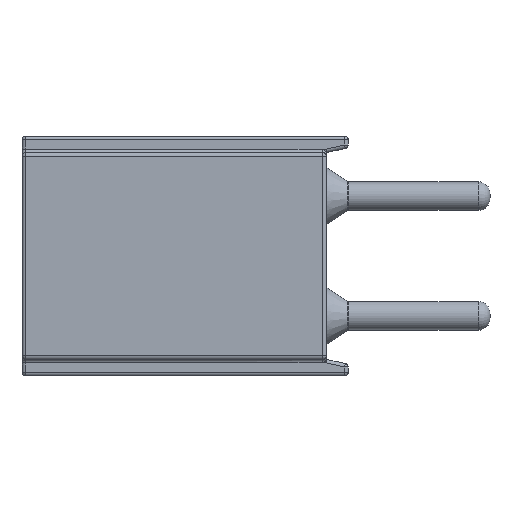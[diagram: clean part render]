
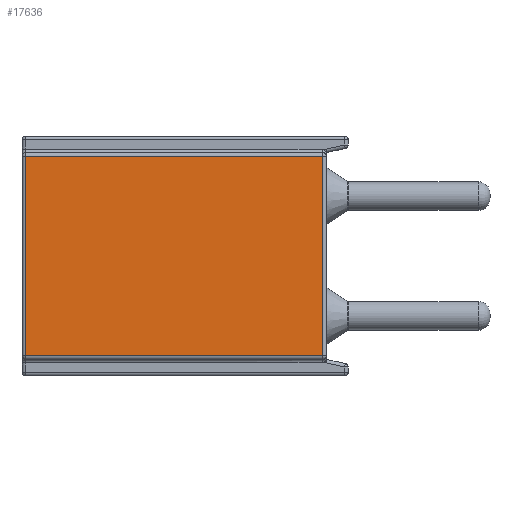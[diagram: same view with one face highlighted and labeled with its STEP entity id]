
A CAD part, left-side view. The second image highlights one B-rep face of the part: STEP entity #17636.
In plain terms, the highlighted planar face has unit normal (-1, 0, 0).
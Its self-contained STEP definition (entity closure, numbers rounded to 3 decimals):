
#161 = DIRECTION ( 'NONE',  ( 0., -1., 0. ) ) ;
#325 = AXIS2_PLACEMENT_3D ( 'NONE', #19630, #10403, #1281 ) ;
#1044 = DIRECTION ( 'NONE',  ( 0., 0., 1. ) ) ;
#1281 = DIRECTION ( 'NONE',  ( 0., 0., -1. ) ) ;
#1918 = VECTOR ( 'NONE', #9439, 1000. ) ;
#2452 = EDGE_CURVE ( 'NONE', #16602, #8021, #14874, .T. ) ;
#3231 = FACE_OUTER_BOUND ( 'NONE', #5858, .T. ) ;
#5042 = VECTOR ( 'NONE', #1044, 1000. ) ;
#5858 = EDGE_LOOP ( 'NONE', ( #18824, #7916, #14333, #14518 ) ) ;
#7059 = CARTESIAN_POINT ( 'NONE',  ( -1.35, 3.15, 2.115 ) ) ;
#7513 = CARTESIAN_POINT ( 'NONE',  ( -1.35, 3.15, -2.19 ) ) ;
#7916 = ORIENTED_EDGE ( 'NONE', *, *, #11938, .T. ) ;
#8021 = VERTEX_POINT ( 'NONE', #18977 ) ;
#8829 = VERTEX_POINT ( 'NONE', #7059 ) ;
#9439 = DIRECTION ( 'NONE',  ( 0., 1., 0. ) ) ;
#9620 = LINE ( 'NONE', #19384, #5042 ) ;
#9653 = EDGE_CURVE ( 'NONE', #15641, #8829, #10044, .T. ) ;
#9794 = LINE ( 'NONE', #7513, #13410 ) ;
#10044 = LINE ( 'NONE', #10868, #1918 ) ;
#10403 = DIRECTION ( 'NONE',  ( 1., 0., 0. ) ) ;
#10801 = CARTESIAN_POINT ( 'NONE',  ( -1.35, 0., -2.115 ) ) ;
#10868 = CARTESIAN_POINT ( 'NONE',  ( -1.35, 3.225, 2.115 ) ) ;
#11938 = EDGE_CURVE ( 'NONE', #8021, #15641, #9620, .T. ) ;
#13410 = VECTOR ( 'NONE', #18309, 1000. ) ;
#13431 = PLANE ( 'NONE',  #325 ) ;
#14058 = CARTESIAN_POINT ( 'NONE',  ( -1.35, -3.15, 2.115 ) ) ;
#14333 = ORIENTED_EDGE ( 'NONE', *, *, #9653, .T. ) ;
#14518 = ORIENTED_EDGE ( 'NONE', *, *, #19220, .T. ) ;
#14874 = LINE ( 'NONE', #10801, #18493 ) ;
#15641 = VERTEX_POINT ( 'NONE', #14058 ) ;
#16602 = VERTEX_POINT ( 'NONE', #16983 ) ;
#16983 = CARTESIAN_POINT ( 'NONE',  ( -1.35, 3.15, -2.115 ) ) ;
#17636 = ADVANCED_FACE ( 'NONE', ( #3231 ), #13431, .F. ) ;
#18309 = DIRECTION ( 'NONE',  ( 0., 0., -1. ) ) ;
#18493 = VECTOR ( 'NONE', #161, 1000. ) ;
#18824 = ORIENTED_EDGE ( 'NONE', *, *, #2452, .T. ) ;
#18977 = CARTESIAN_POINT ( 'NONE',  ( -1.35, -3.15, -2.115 ) ) ;
#19220 = EDGE_CURVE ( 'NONE', #8829, #16602, #9794, .T. ) ;
#19384 = CARTESIAN_POINT ( 'NONE',  ( -1.35, -3.15, 0. ) ) ;
#19630 = CARTESIAN_POINT ( 'NONE',  ( -1.35, 0., 0. ) ) ;
